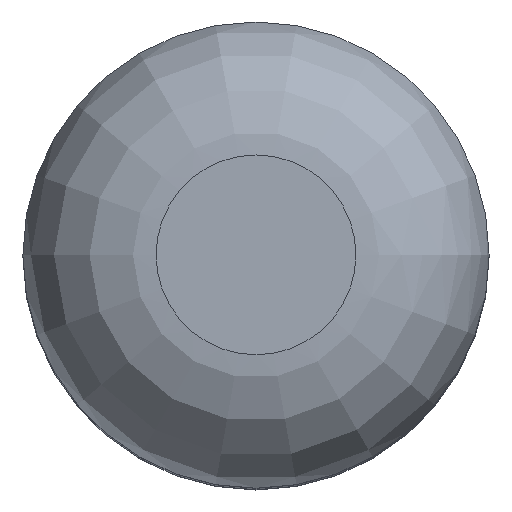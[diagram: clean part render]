
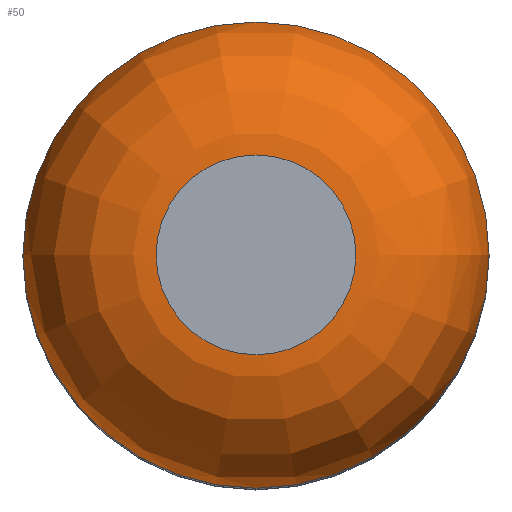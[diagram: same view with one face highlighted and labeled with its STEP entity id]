
A CAD part, top view. The second image highlights one B-rep face of the part: STEP entity #50.
In plain terms, the highlighted face is a revolution surface.
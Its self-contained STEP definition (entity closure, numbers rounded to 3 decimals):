
#24 = VERTEX_POINT('',#25);
#25 = CARTESIAN_POINT('',(1.75,0.,8.3));
#39 = EDGE_CURVE('',#24,#24,#40,.T.);
#40 = CIRCLE('',#41,1.75);
#41 = AXIS2_PLACEMENT_3D('',#42,#43,#44);
#42 = CARTESIAN_POINT('',(0.,0.,8.3));
#43 = DIRECTION('',(0.,0.,1.));
#44 = DIRECTION('',(1.,0.,0.));
#50 = ADVANCED_FACE('',(#51),#71,.T.);
#51 = FACE_BOUND('',#52,.T.);
#52 = EDGE_LOOP('',(#53,#62,#63,#64));
#53 = ORIENTED_EDGE('',*,*,#54,.F.);
#54 = EDGE_CURVE('',#24,#55,#57,.T.);
#55 = VERTEX_POINT('',#56);
#56 = CARTESIAN_POINT('',(0.75,0.,9.3));
#57 = CIRCLE('',#58,1.);
#58 = AXIS2_PLACEMENT_3D('',#59,#60,#61);
#59 = CARTESIAN_POINT('',(0.75,0.,8.3));
#60 = DIRECTION('',(0.,-1.,0.));
#61 = DIRECTION('',(1.,0.,0.));
#62 = ORIENTED_EDGE('',*,*,#39,.T.);
#63 = ORIENTED_EDGE('',*,*,#54,.T.);
#64 = ORIENTED_EDGE('',*,*,#65,.F.);
#65 = EDGE_CURVE('',#55,#55,#66,.T.);
#66 = CIRCLE('',#67,0.75);
#67 = AXIS2_PLACEMENT_3D('',#68,#69,#70);
#68 = CARTESIAN_POINT('',(0.,0.,9.3));
#69 = DIRECTION('',(0.,0.,1.));
#70 = DIRECTION('',(1.,0.,0.));
#71 = SURFACE_OF_REVOLUTION('',#72,#83);
#72 = B_SPLINE_CURVE_WITH_KNOTS('',5,(#73,#74,#75,#76,#77,#78,#79,#80,
    #81,#82),.UNSPECIFIED.,.F.,.F.,(6,4,6),(0.,0.785,
    1.571),.UNSPECIFIED.);
#73 = CARTESIAN_POINT('',(1.75,0.,8.3));
#74 = CARTESIAN_POINT('',(1.75,0.,8.457));
#75 = CARTESIAN_POINT('',(1.719,0.,8.614));
#76 = CARTESIAN_POINT('',(1.657,0.,8.763));
#77 = CARTESIAN_POINT('',(1.568,0.,8.896));
#78 = CARTESIAN_POINT('',(1.346,0.,9.118));
#79 = CARTESIAN_POINT('',(1.213,0.,9.207));
#80 = CARTESIAN_POINT('',(1.064,0.,9.269));
#81 = CARTESIAN_POINT('',(0.907,0.,9.3));
#82 = CARTESIAN_POINT('',(0.75,0.,9.3));
#83 = AXIS1_PLACEMENT('',#84,#85);
#84 = CARTESIAN_POINT('',(0.,0.,8.3));
#85 = DIRECTION('',(0.,0.,1.));
